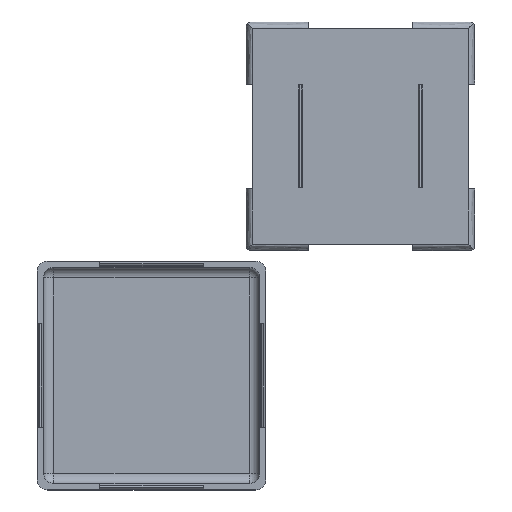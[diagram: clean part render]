
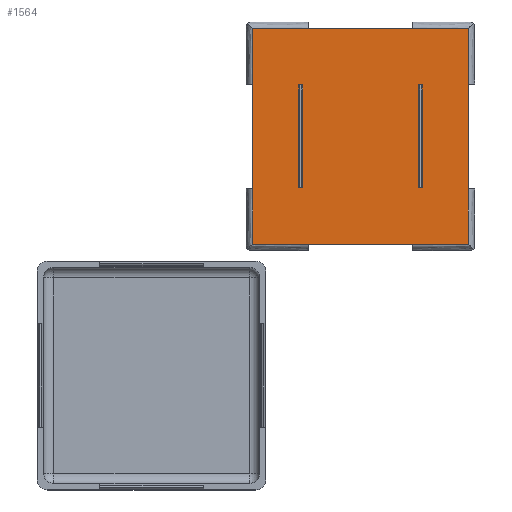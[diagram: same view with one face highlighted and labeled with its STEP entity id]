
A CAD part, top view. The second image highlights one B-rep face of the part: STEP entity #1564.
In plain terms, the highlighted planar face has unit normal (0, 0, 1).
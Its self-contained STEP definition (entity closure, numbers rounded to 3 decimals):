
#119=PLANE('',#1737);
#185=FACE_OUTER_BOUND('',#288,.T.);
#288=EDGE_LOOP('',(#1129,#1130,#1131,#1132));
#396=LINE('',#2401,#552);
#408=LINE('',#2473,#564);
#409=LINE('',#2478,#565);
#410=LINE('',#2479,#566);
#552=VECTOR('',#1903,3.5);
#564=VECTOR('',#1933,3.5);
#565=VECTOR('',#1940,3.5);
#566=VECTOR('',#1941,3.5);
#725=VERTEX_POINT('',#2398);
#726=VERTEX_POINT('',#2400);
#743=VERTEX_POINT('',#2471);
#744=VERTEX_POINT('',#2477);
#869=EDGE_CURVE('',#725,#726,#396,.T.);
#891=EDGE_CURVE('',#743,#725,#408,.T.);
#893=EDGE_CURVE('',#744,#743,#409,.T.);
#894=EDGE_CURVE('',#726,#744,#410,.T.);
#1129=ORIENTED_EDGE('',*,*,#869,.F.);
#1130=ORIENTED_EDGE('',*,*,#891,.F.);
#1131=ORIENTED_EDGE('',*,*,#893,.F.);
#1132=ORIENTED_EDGE('',*,*,#894,.F.);
#1564=ADVANCED_FACE('',(#185),#119,.T.);
#1737=AXIS2_PLACEMENT_3D('',#2476,#1938,#1939);
#1903=DIRECTION('',(0.,1.,0.));
#1933=DIRECTION('',(-1.,0.,0.));
#1938=DIRECTION('center_axis',(0.,0.,1.));
#1939=DIRECTION('ref_axis',(1.,0.,0.));
#1940=DIRECTION('',(0.,-1.,0.));
#1941=DIRECTION('',(1.,0.,0.));
#2398=CARTESIAN_POINT('',(3.625,3.299,4.));
#2400=CARTESIAN_POINT('',(3.625,106.974,4.));
#2401=CARTESIAN_POINT('',(3.625,110.137,4.));
#2471=CARTESIAN_POINT('',(107.3,3.299,4.));
#2473=CARTESIAN_POINT('',(0.462,3.299,4.));
#2476=CARTESIAN_POINT('Origin',(55.462,55.137,4.));
#2477=CARTESIAN_POINT('',(107.3,106.974,4.));
#2478=CARTESIAN_POINT('',(107.3,0.137,4.));
#2479=CARTESIAN_POINT('',(110.462,106.974,4.));
